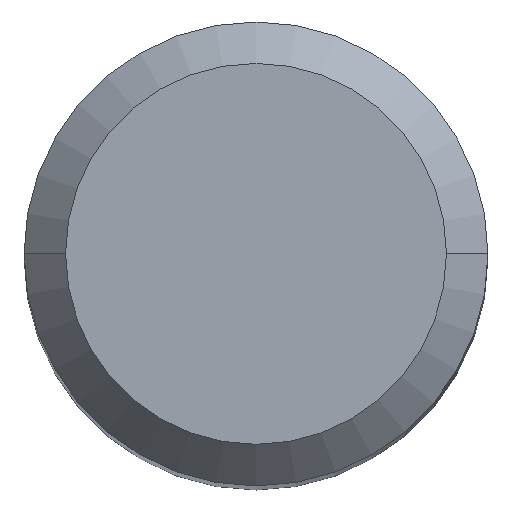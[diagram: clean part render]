
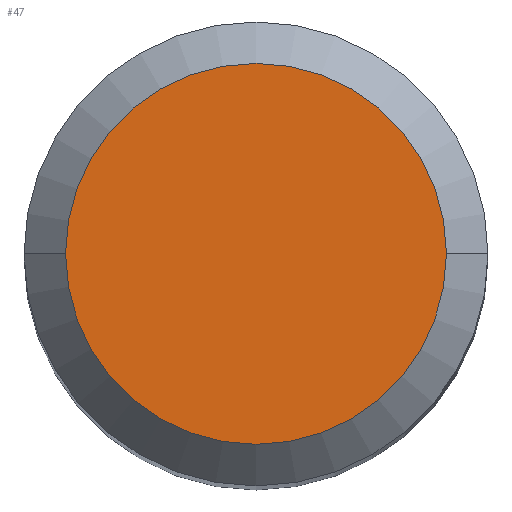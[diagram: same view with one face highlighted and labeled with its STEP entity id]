
A CAD part, top view. The second image highlights one B-rep face of the part: STEP entity #47.
In plain terms, the highlighted planar face has unit normal (0, 0, 1).
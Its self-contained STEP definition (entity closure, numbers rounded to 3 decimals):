
#47=ADVANCED_FACE('',(#88),#89,.T.);
#88=FACE_OUTER_BOUND('',#120,.T.);
#89=PLANE('',#121);
#120=EDGE_LOOP('',(#179,#180));
#121=AXIS2_PLACEMENT_3D('',#181,#182,#183);
#179=ORIENTED_EDGE('',*,*,#205,.T.);
#180=ORIENTED_EDGE('',*,*,#187,.T.);
#181=CARTESIAN_POINT('',(-2.463,0.,63.0));
#182=DIRECTION('',(0.,0.,1.0));
#183=DIRECTION('',(1.0,0.,0.0));
#187=EDGE_CURVE('',#212,#209,#213,.T.);
#205=EDGE_CURVE('',#209,#212,#236,.T.);
#209=VERTEX_POINT('',#240);
#212=VERTEX_POINT('',#244);
#213=CIRCLE('',#245,4.927);
#236=CIRCLE('',#273,4.927);
#240=CARTESIAN_POINT('',(-4.927,0.,63.0));
#244=CARTESIAN_POINT('',(4.927,0.,63.0));
#245=AXIS2_PLACEMENT_3D('',#277,#278,#279);
#273=AXIS2_PLACEMENT_3D('',#303,#304,#305);
#277=CARTESIAN_POINT('',(0.,0.,63.0));
#278=DIRECTION('',(0.,0.,1.0));
#279=DIRECTION('',(-1.0,0.,0.));
#303=CARTESIAN_POINT('',(0.,0.,63.0));
#304=DIRECTION('',(0.,0.,1.0));
#305=DIRECTION('',(-1.0,0.,0.));
